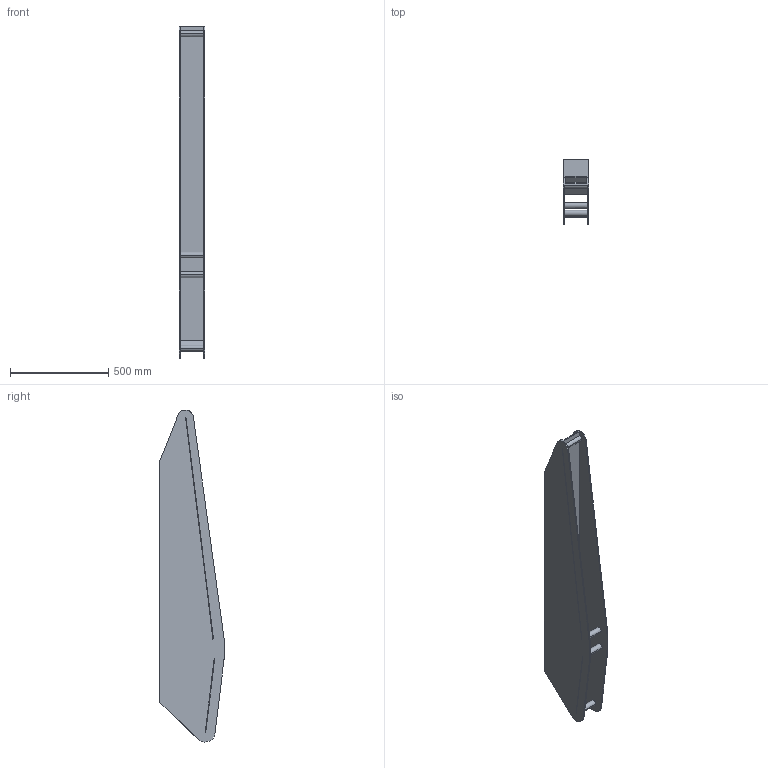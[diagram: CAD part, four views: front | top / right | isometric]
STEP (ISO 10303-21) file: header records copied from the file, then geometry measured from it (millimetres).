
FILE_DESCRIPTION (( 'STEP AP214' ), '1' );
FILE_NAME ('LiftLinkGP.STEP', '2021-08-23T17:24:24', ( '' ), ( '' ), 'SwSTEP 2.0', 'SolidWorks 2018', '' );
FILE_SCHEMA (( 'AUTOMOTIVE_DESIGN' ));
Length unit declared in the file: millimetre
Products named in the file (1): LiftLinkGP
Bounding box: 132 x 325.76 x 1686.71 mm (x, y, z)
Volume: 10952399.6 mm3; surface area: 2413584.7 mm2
Topology: 1 solids, 1 shells, 65 faces, 201 edges, 134 vertices
Faces by surface type: plane 37, cylinder 28
Entity records: 2473 total; most frequent: ORIENTED_EDGE 402, CARTESIAN_POINT 401, DIRECTION 401, EDGE_CURVE 201, VERTEX_POINT 134, AXIS2_PLACEMENT_3D 134, VECTOR 133, LINE 133
